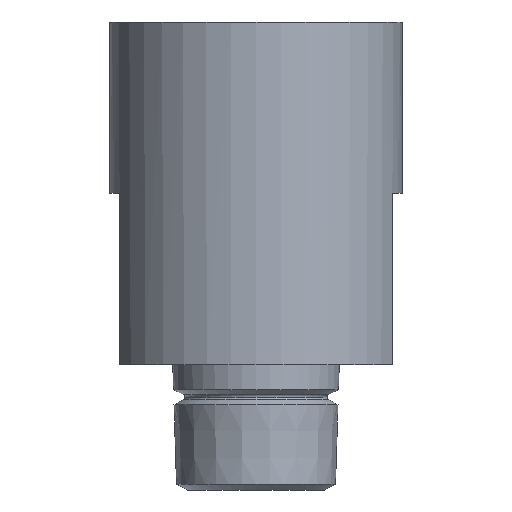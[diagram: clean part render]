
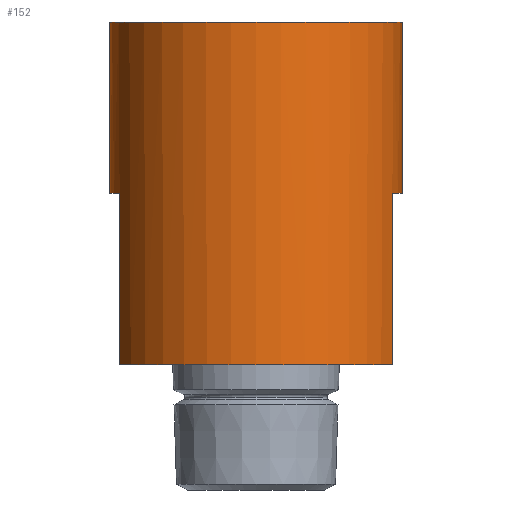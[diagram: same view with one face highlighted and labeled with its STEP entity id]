
A CAD part, front view. The second image highlights one B-rep face of the part: STEP entity #152.
In plain terms, the highlighted cylindrical face has radius 8.75 mm (diameter 17.5 mm), a partial arc.
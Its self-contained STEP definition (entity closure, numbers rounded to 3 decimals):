
#2 = VERTEX_POINT ( 'NONE', #362 ) ;
#116 = VERTEX_POINT ( 'NONE', #549 ) ;
#123 = EDGE_CURVE ( 'NONE', #124, #116, #337, .T. ) ;
#124 = VERTEX_POINT ( 'NONE', #333 ) ;
#152 = ADVANCED_FACE ( 'NONE', ( #654 ), #729, .T. ) ;
#153 = EDGE_LOOP ( 'NONE', ( #154, #155, #189, #197, #200, #203, #205, #206 ) ) ;
#154 = ORIENTED_EDGE ( 'NONE', *, *, #212, .F. ) ;
#155 = ORIENTED_EDGE ( 'NONE', *, *, #156, .T. ) ;
#156 = EDGE_CURVE ( 'NONE', #218, #2, #665, .T. ) ;
#170 = EDGE_CURVE ( 'NONE', #214, #116, #633, .T. ) ;
#189 = ORIENTED_EDGE ( 'NONE', *, *, #207, .F. ) ;
#197 = ORIENTED_EDGE ( 'NONE', *, *, #198, .T. ) ;
#198 = EDGE_CURVE ( 'NONE', #208, #199, #595, .T. ) ;
#199 = VERTEX_POINT ( 'NONE', #590 ) ;
#200 = ORIENTED_EDGE ( 'NONE', *, *, #201, .T. ) ;
#201 = EDGE_CURVE ( 'NONE', #199, #202, #675, .T. ) ;
#202 = VERTEX_POINT ( 'NONE', #671 ) ;
#203 = ORIENTED_EDGE ( 'NONE', *, *, #204, .T. ) ;
#204 = EDGE_CURVE ( 'NONE', #202, #124, #670, .T. ) ;
#205 = ORIENTED_EDGE ( 'NONE', *, *, #123, .T. ) ;
#206 = ORIENTED_EDGE ( 'NONE', *, *, #170, .F. ) ;
#207 = EDGE_CURVE ( 'NONE', #208, #2, #738, .T. ) ;
#208 = VERTEX_POINT ( 'NONE', #734 ) ;
#212 = EDGE_CURVE ( 'NONE', #218, #214, #631, .T. ) ;
#214 = VERTEX_POINT ( 'NONE', #627 ) ;
#218 = VERTEX_POINT ( 'NONE', #620 ) ;
#333 = CARTESIAN_POINT ( 'NONE',  ( 8.75, 0., 3.75 ) ) ;
#334 = DIRECTION ( 'NONE',  ( 0., 0., 1. ) ) ;
#335 = VECTOR ( 'NONE', #334, 1000. ) ;
#336 = CARTESIAN_POINT ( 'NONE',  ( 8.75, 0., 14. ) ) ;
#337 = LINE ( 'NONE', #336, #335 ) ;
#362 = CARTESIAN_POINT ( 'NONE',  ( -8.16, -3.16, 3.75 ) ) ;
#549 = CARTESIAN_POINT ( 'NONE',  ( 8.75, 0., 14. ) ) ;
#581 = DIRECTION ( 'NONE',  ( 1., 0., 0. ) ) ;
#582 = DIRECTION ( 'NONE',  ( 0., 0., 1. ) ) ;
#583 = CARTESIAN_POINT ( 'NONE',  ( 0., 0., 14. ) ) ;
#584 = AXIS2_PLACEMENT_3D ( 'NONE', #583, #582, #581 ) ;
#590 = CARTESIAN_POINT ( 'NONE',  ( 8.16, -3.16, -6.5 ) ) ;
#591 = DIRECTION ( 'NONE',  ( 1., 0., 0. ) ) ;
#592 = DIRECTION ( 'NONE',  ( 0., 0., 1. ) ) ;
#593 = CARTESIAN_POINT ( 'NONE',  ( 0., 0., -6.5 ) ) ;
#594 = AXIS2_PLACEMENT_3D ( 'NONE', #593, #592, #591 ) ;
#595 = CIRCLE ( 'NONE', #594, 8.75 ) ;
#620 = CARTESIAN_POINT ( 'NONE',  ( -8.75, 0., 3.75 ) ) ;
#627 = CARTESIAN_POINT ( 'NONE',  ( -8.75, 0., 14. ) ) ;
#628 = DIRECTION ( 'NONE',  ( 0., 0., 1. ) ) ;
#629 = VECTOR ( 'NONE', #628, 1000. ) ;
#630 = CARTESIAN_POINT ( 'NONE',  ( -8.75, 0., 14. ) ) ;
#631 = LINE ( 'NONE', #630, #629 ) ;
#633 = CIRCLE ( 'NONE', #584, 8.75 ) ;
#654 = FACE_OUTER_BOUND ( 'NONE', #153, .T. ) ;
#661 = DIRECTION ( 'NONE',  ( 1., 0., 0. ) ) ;
#662 = DIRECTION ( 'NONE',  ( 0., 0., 1. ) ) ;
#663 = CARTESIAN_POINT ( 'NONE',  ( 0., 0., 3.75 ) ) ;
#664 = AXIS2_PLACEMENT_3D ( 'NONE', #663, #662, #661 ) ;
#665 = CIRCLE ( 'NONE', #664, 8.75 ) ;
#666 = DIRECTION ( 'NONE',  ( 1., 0., 0. ) ) ;
#667 = DIRECTION ( 'NONE',  ( 0., 0., 1. ) ) ;
#668 = CARTESIAN_POINT ( 'NONE',  ( 0., 0., 3.75 ) ) ;
#669 = AXIS2_PLACEMENT_3D ( 'NONE', #668, #667, #666 ) ;
#670 = CIRCLE ( 'NONE', #669, 8.75 ) ;
#671 = CARTESIAN_POINT ( 'NONE',  ( 8.16, -3.16, 3.75 ) ) ;
#672 = DIRECTION ( 'NONE',  ( 0., 0., 1. ) ) ;
#673 = VECTOR ( 'NONE', #672, 1000. ) ;
#674 = CARTESIAN_POINT ( 'NONE',  ( 8.16, -3.16, -14. ) ) ;
#675 = LINE ( 'NONE', #674, #673 ) ;
#676 = CARTESIAN_POINT ( 'NONE',  ( 0., 0., 14. ) ) ;
#726 = DIRECTION ( 'NONE',  ( 1., 0., 0. ) ) ;
#727 = DIRECTION ( 'NONE',  ( 0., 0., 1. ) ) ;
#728 = AXIS2_PLACEMENT_3D ( 'NONE', #676, #727, #726 ) ;
#729 = CYLINDRICAL_SURFACE ( 'NONE', #728, 8.75 ) ;
#734 = CARTESIAN_POINT ( 'NONE',  ( -8.16, -3.16, -6.5 ) ) ;
#735 = DIRECTION ( 'NONE',  ( 0., 0., 1. ) ) ;
#736 = VECTOR ( 'NONE', #735, 1000. ) ;
#737 = CARTESIAN_POINT ( 'NONE',  ( -8.16, -3.16, -14. ) ) ;
#738 = LINE ( 'NONE', #737, #736 ) ;
